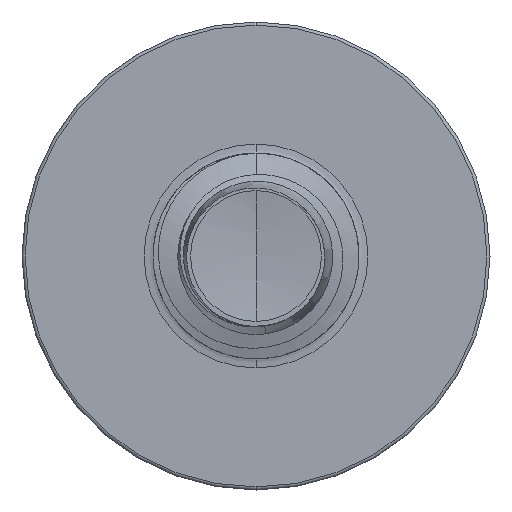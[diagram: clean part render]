
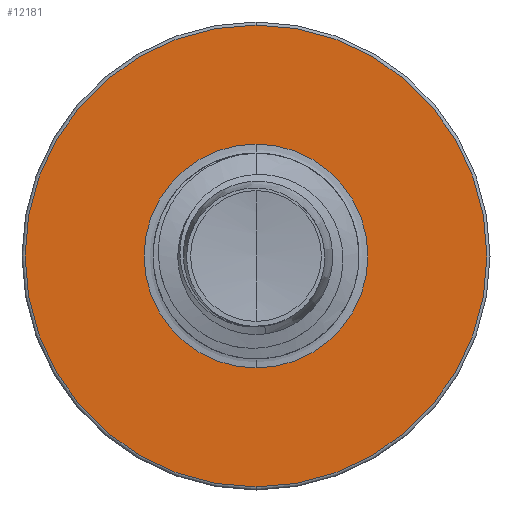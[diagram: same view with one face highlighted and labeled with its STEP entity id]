
A CAD part, front view. The second image highlights one B-rep face of the part: STEP entity #12181.
In plain terms, the highlighted planar face has unit normal (0, -1, 0).
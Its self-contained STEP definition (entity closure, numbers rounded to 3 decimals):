
#1921 = CARTESIAN_POINT ( 'NONE',  ( 0., 5.5, 0. ) ) ;
#2048 = DIRECTION ( 'NONE',  ( 0., 1., 0. ) ) ;
#2058 = DIRECTION ( 'NONE',  ( 0., 0., 1. ) ) ;
#2498 = CIRCLE ( 'NONE', #3980, 2.467 ) ;
#3980 = AXIS2_PLACEMENT_3D ( 'NONE', #17974, #17970, #17928 ) ;
#4147 = AXIS2_PLACEMENT_3D ( 'NONE', #18151, #18130, #18111 ) ;
#4964 = DIRECTION ( 'NONE',  ( 0., 0., 1. ) ) ;
#4991 = DIRECTION ( 'NONE',  ( 0., 1., 0. ) ) ;
#5039 = CARTESIAN_POINT ( 'NONE',  ( 0., 5.5, 0. ) ) ;
#6491 = DIRECTION ( 'NONE',  ( 0., 0., 1. ) ) ;
#6569 = CARTESIAN_POINT ( 'NONE',  ( 0., 5.5, -1.196 ) ) ;
#7195 = VERTEX_POINT ( 'NONE', #12511 ) ;
#7366 = DIRECTION ( 'NONE',  ( 0., 1., 0. ) ) ;
#7451 = PLANE ( 'NONE',  #13263 ) ;
#7887 = AXIS2_PLACEMENT_3D ( 'NONE', #1921, #2048, #2058 ) ;
#9415 = CARTESIAN_POINT ( 'NONE',  ( 0., 5.5, 1.196 ) ) ;
#9693 = AXIS2_PLACEMENT_3D ( 'NONE', #5039, #4991, #4964 ) ;
#9978 = CIRCLE ( 'NONE', #4147, 1.196 ) ;
#10549 = CARTESIAN_POINT ( 'NONE',  ( 0., 5.5, -2.467 ) ) ;
#12181 = ADVANCED_FACE ( 'NONE', ( #13080, #20002 ), #7451, .F. ) ;
#12511 = CARTESIAN_POINT ( 'NONE',  ( 0., 5.5, -1.196 ) ) ;
#12766 = ORIENTED_EDGE ( 'NONE', *, *, #20194, .F. ) ;
#13080 = FACE_OUTER_BOUND ( 'NONE', #18422, .T. ) ;
#13263 = AXIS2_PLACEMENT_3D ( 'NONE', #6569, #7366, #6491 ) ;
#16077 = CIRCLE ( 'NONE', #9693, 1.196 ) ;
#16655 = ORIENTED_EDGE ( 'NONE', *, *, #17869, .T. ) ;
#17073 = CARTESIAN_POINT ( 'NONE',  ( 0., 5.5, 2.467 ) ) ;
#17625 = ORIENTED_EDGE ( 'NONE', *, *, #18931, .F. ) ;
#17869 = EDGE_CURVE ( 'NONE', #7195, #20392, #16077, .T. ) ;
#17928 = DIRECTION ( 'NONE',  ( 0., 0., 1. ) ) ;
#17970 = DIRECTION ( 'NONE',  ( 0., 1., 0. ) ) ;
#17974 = CARTESIAN_POINT ( 'NONE',  ( 0., 5.5, 0. ) ) ;
#18092 = EDGE_LOOP ( 'NONE', ( #19921, #16655 ) ) ;
#18111 = DIRECTION ( 'NONE',  ( 0., 0., 1. ) ) ;
#18130 = DIRECTION ( 'NONE',  ( 0., 1., 0. ) ) ;
#18151 = CARTESIAN_POINT ( 'NONE',  ( 0., 5.5, 0. ) ) ;
#18422 = EDGE_LOOP ( 'NONE', ( #17625, #12766 ) ) ;
#18931 = EDGE_CURVE ( 'NONE', #21505, #21611, #20092, .T. ) ;
#19921 = ORIENTED_EDGE ( 'NONE', *, *, #20183, .T. ) ;
#20002 = FACE_BOUND ( 'NONE', #18092, .T. ) ;
#20092 = CIRCLE ( 'NONE', #7887, 2.467 ) ;
#20183 = EDGE_CURVE ( 'NONE', #20392, #7195, #9978, .T. ) ;
#20194 = EDGE_CURVE ( 'NONE', #21611, #21505, #2498, .T. ) ;
#20392 = VERTEX_POINT ( 'NONE', #9415 ) ;
#21505 = VERTEX_POINT ( 'NONE', #17073 ) ;
#21611 = VERTEX_POINT ( 'NONE', #10549 ) ;
